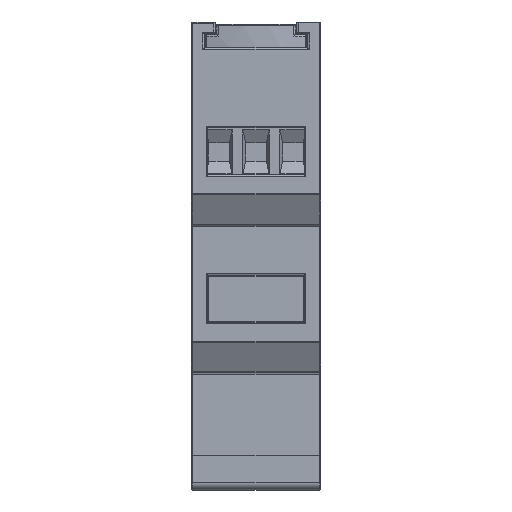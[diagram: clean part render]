
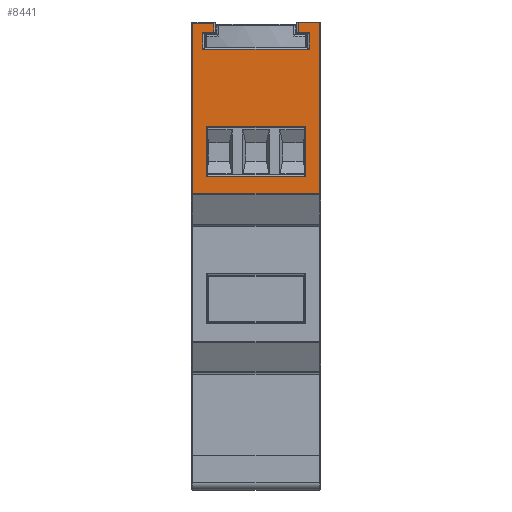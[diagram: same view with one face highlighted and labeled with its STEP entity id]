
A CAD part, left-side view. The second image highlights one B-rep face of the part: STEP entity #8441.
In plain terms, the highlighted planar face has unit normal (-1, 0, 0).
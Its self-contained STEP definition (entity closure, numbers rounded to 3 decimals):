
#7449 = CARTESIAN_POINT ( 'NONE',  ( -45., 8.55, 3.3 ) ) ;
#7450 = CARTESIAN_POINT ( 'NONE',  ( -45., 8.55, -19.781 ) ) ;
#7457 = CARTESIAN_POINT ( 'NONE',  ( -45., 5.7, 3.3 ) ) ;
#7460 = CARTESIAN_POINT ( 'NONE',  ( -45., -8.55, -19.781 ) ) ;
#7518 = VERTEX_POINT ( 'NONE', #8139 ) ;
#7519 = VERTEX_POINT ( 'NONE', #8150 ) ;
#7544 = VERTEX_POINT ( 'NONE', #8149 ) ;
#7550 = VERTEX_POINT ( 'NONE', #8158 ) ;
#7560 = VERTEX_POINT ( 'NONE', #8157 ) ;
#7573 = VERTEX_POINT ( 'NONE', #8048 ) ;
#7591 = VERTEX_POINT ( 'NONE', #16052 ) ;
#7712 = CARTESIAN_POINT ( 'NONE',  ( -45., -6.75, -10.6 ) ) ;
#7715 = CARTESIAN_POINT ( 'NONE',  ( -45., 6.75, -10.6 ) ) ;
#7718 = CARTESIAN_POINT ( 'NONE',  ( -45., 6.75, -17.4 ) ) ;
#7722 = CARTESIAN_POINT ( 'NONE',  ( -45., -6.75, -17.4 ) ) ;
#7724 = CARTESIAN_POINT ( 'NONE',  ( -45., -5.7, 3.5 ) ) ;
#8048 = CARTESIAN_POINT ( 'NONE',  ( -45., 5.7, 2.1 ) ) ;
#8139 = CARTESIAN_POINT ( 'NONE',  ( -45., -8.55, 3.5 ) ) ;
#8149 = CARTESIAN_POINT ( 'NONE',  ( -45., -5.7, 2.1 ) ) ;
#8150 = CARTESIAN_POINT ( 'NONE',  ( -45., 7.2, 2.1 ) ) ;
#8157 = CARTESIAN_POINT ( 'NONE',  ( -45., 7.2, -0.2 ) ) ;
#8158 = CARTESIAN_POINT ( 'NONE',  ( -45., -7.2, -0.2 ) ) ;
#8321 = EDGE_CURVE ( 'NONE', #15434, #15430, #15701, .T. ) ;
#8322 = EDGE_CURVE ( 'NONE', #15430, #15425, #15695, .T. ) ;
#8323 = EDGE_CURVE ( 'NONE', #15425, #15424, #15705, .T. ) ;
#8324 = EDGE_CURVE ( 'NONE', #15424, #15434, #15707, .T. ) ;
#8325 = EDGE_CURVE ( 'NONE', #15437, #7518, #15709, .T. ) ;
#8326 = EDGE_CURVE ( 'NONE', #15437, #7544, #15703, .T. ) ;
#8327 = EDGE_CURVE ( 'NONE', #7544, #7591, #15711, .T. ) ;
#8328 = EDGE_CURVE ( 'NONE', #7591, #7550, #15715, .T. ) ;
#8329 = EDGE_CURVE ( 'NONE', #7550, #7560, #15717, .T. ) ;
#8330 = EDGE_CURVE ( 'NONE', #7560, #7519, #15719, .T. ) ;
#8331 = EDGE_CURVE ( 'NONE', #7519, #7573, #15721, .T. ) ;
#8332 = EDGE_CURVE ( 'NONE', #7573, #14230, #15723, .T. ) ;
#8333 = EDGE_CURVE ( 'NONE', #14230, #14229, #15725, .T. ) ;
#8334 = EDGE_CURVE ( 'NONE', #14229, #14231, #15727, .T. ) ;
#8335 = EDGE_CURVE ( 'NONE', #14231, #14235, #15729, .T. ) ;
#8336 = EDGE_CURVE ( 'NONE', #14235, #7518, #15731, .T. ) ;
#8441 = ADVANCED_FACE ( 'NONE', ( #15967, #15971 ), #16948, .F. ) ;
#9487 = ORIENTED_EDGE ( 'NONE', *, *, #8321, .T. ) ;
#9488 = ORIENTED_EDGE ( 'NONE', *, *, #8322, .T. ) ;
#9489 = ORIENTED_EDGE ( 'NONE', *, *, #8323, .T. ) ;
#9490 = ORIENTED_EDGE ( 'NONE', *, *, #8324, .T. ) ;
#9491 = ORIENTED_EDGE ( 'NONE', *, *, #8325, .F. ) ;
#9492 = ORIENTED_EDGE ( 'NONE', *, *, #8326, .T. ) ;
#9493 = ORIENTED_EDGE ( 'NONE', *, *, #8327, .T. ) ;
#9494 = ORIENTED_EDGE ( 'NONE', *, *, #8328, .T. ) ;
#9495 = ORIENTED_EDGE ( 'NONE', *, *, #8329, .T. ) ;
#9496 = ORIENTED_EDGE ( 'NONE', *, *, #8330, .T. ) ;
#9497 = ORIENTED_EDGE ( 'NONE', *, *, #8331, .T. ) ;
#9498 = ORIENTED_EDGE ( 'NONE', *, *, #8332, .T. ) ;
#9499 = ORIENTED_EDGE ( 'NONE', *, *, #8333, .T. ) ;
#9500 = ORIENTED_EDGE ( 'NONE', *, *, #8334, .T. ) ;
#9501 = ORIENTED_EDGE ( 'NONE', *, *, #8335, .T. ) ;
#9502 = ORIENTED_EDGE ( 'NONE', *, *, #8336, .T. ) ;
#10225 = EDGE_LOOP ( 'NONE', ( #9487, #9488, #9489, #9490 ) ) ;
#10239 = EDGE_LOOP ( 'NONE', ( #9491, #9492, #9493, #9494, #9495, #9496, #9497, #9498, #9499, #9500, #9501, #9502 ) ) ;
#14229 = VERTEX_POINT ( 'NONE', #7449 ) ;
#14230 = VERTEX_POINT ( 'NONE', #7457 ) ;
#14231 = VERTEX_POINT ( 'NONE', #7450 ) ;
#14235 = VERTEX_POINT ( 'NONE', #7460 ) ;
#15424 = VERTEX_POINT ( 'NONE', #7712 ) ;
#15425 = VERTEX_POINT ( 'NONE', #7715 ) ;
#15430 = VERTEX_POINT ( 'NONE', #7718 ) ;
#15434 = VERTEX_POINT ( 'NONE', #7722 ) ;
#15437 = VERTEX_POINT ( 'NONE', #7724 ) ;
#15695 = LINE ( 'NONE', #16444, #15706 ) ;
#15701 = LINE ( 'NONE', #16458, #15704 ) ;
#15703 = LINE ( 'NONE', #16451, #15714 ) ;
#15704 = VECTOR ( 'NONE', #16460, 1000. ) ;
#15705 = LINE ( 'NONE', #16462, #15708 ) ;
#15706 = VECTOR ( 'NONE', #16461, 1000. ) ;
#15707 = LINE ( 'NONE', #16464, #15710 ) ;
#15708 = VECTOR ( 'NONE', #16463, 1000. ) ;
#15709 = LINE ( 'NONE', #16466, #15712 ) ;
#15710 = VECTOR ( 'NONE', #16465, 1000. ) ;
#15711 = LINE ( 'NONE', #16459, #15716 ) ;
#15712 = VECTOR ( 'NONE', #16467, 1000. ) ;
#15714 = VECTOR ( 'NONE', #16468, 1000. ) ;
#15715 = LINE ( 'NONE', #16471, #15718 ) ;
#15716 = VECTOR ( 'NONE', #16470, 1000. ) ;
#15717 = LINE ( 'NONE', #16473, #15720 ) ;
#15718 = VECTOR ( 'NONE', #16472, 1000. ) ;
#15719 = LINE ( 'NONE', #16475, #15722 ) ;
#15720 = VECTOR ( 'NONE', #16474, 1000. ) ;
#15721 = LINE ( 'NONE', #16477, #15724 ) ;
#15722 = VECTOR ( 'NONE', #16476, 1000. ) ;
#15723 = LINE ( 'NONE', #16479, #15726 ) ;
#15724 = VECTOR ( 'NONE', #16478, 1000. ) ;
#15725 = LINE ( 'NONE', #16481, #15728 ) ;
#15726 = VECTOR ( 'NONE', #16480, 1000. ) ;
#15727 = LINE ( 'NONE', #16483, #15730 ) ;
#15728 = VECTOR ( 'NONE', #16482, 1000. ) ;
#15729 = LINE ( 'NONE', #16485, #15732 ) ;
#15730 = VECTOR ( 'NONE', #16484, 1000. ) ;
#15731 = LINE ( 'NONE', #16487, #15734 ) ;
#15732 = VECTOR ( 'NONE', #16486, 1000. ) ;
#15734 = VECTOR ( 'NONE', #16488, 1000. ) ;
#15967 = FACE_BOUND ( 'NONE', #10225, .T. ) ;
#15971 = FACE_OUTER_BOUND ( 'NONE', #10239, .T. ) ;
#16052 = CARTESIAN_POINT ( 'NONE',  ( -45., -7.2, 2.1 ) ) ;
#16444 = CARTESIAN_POINT ( 'NONE',  ( -45., 6.75, -10.8 ) ) ;
#16451 = CARTESIAN_POINT ( 'NONE',  ( -45., -5.7, 0. ) ) ;
#16458 = CARTESIAN_POINT ( 'NONE',  ( -45., 6.55, -17.4 ) ) ;
#16459 = CARTESIAN_POINT ( 'NONE',  ( -45., 8.75, 2.1 ) ) ;
#16460 = DIRECTION ( 'NONE',  ( 0., 1., 0. ) ) ;
#16461 = DIRECTION ( 'NONE',  ( 0., 0., 1. ) ) ;
#16462 = CARTESIAN_POINT ( 'NONE',  ( -45., -6.55, -10.6 ) ) ;
#16463 = DIRECTION ( 'NONE',  ( 0., -1., 0. ) ) ;
#16464 = CARTESIAN_POINT ( 'NONE',  ( -45., -6.75, -17.2 ) ) ;
#16465 = DIRECTION ( 'NONE',  ( 0., 0., -1. ) ) ;
#16466 = CARTESIAN_POINT ( 'NONE',  ( -45., 8.75, 3.5 ) ) ;
#16467 = DIRECTION ( 'NONE',  ( 0., -1., 0. ) ) ;
#16468 = DIRECTION ( 'NONE',  ( 0., 0., -1. ) ) ;
#16470 = DIRECTION ( 'NONE',  ( 0., -1., 0. ) ) ;
#16471 = CARTESIAN_POINT ( 'NONE',  ( -45., -7.2, 0. ) ) ;
#16472 = DIRECTION ( 'NONE',  ( 0., 0., -1. ) ) ;
#16473 = CARTESIAN_POINT ( 'NONE',  ( -45., 8.75, -0.2 ) ) ;
#16474 = DIRECTION ( 'NONE',  ( 0., 1., 0. ) ) ;
#16475 = CARTESIAN_POINT ( 'NONE',  ( -45., 7.2, 0. ) ) ;
#16476 = DIRECTION ( 'NONE',  ( 0., 0., 1. ) ) ;
#16477 = CARTESIAN_POINT ( 'NONE',  ( -45., 8.75, 2.1 ) ) ;
#16478 = DIRECTION ( 'NONE',  ( 0., -1., 0. ) ) ;
#16479 = CARTESIAN_POINT ( 'NONE',  ( -45., 5.7, 0. ) ) ;
#16480 = DIRECTION ( 'NONE',  ( 0., 0., 1. ) ) ;
#16481 = CARTESIAN_POINT ( 'NONE',  ( -45., 8.75, 3.3 ) ) ;
#16482 = DIRECTION ( 'NONE',  ( 0., 1., 0. ) ) ;
#16483 = CARTESIAN_POINT ( 'NONE',  ( -45., 8.55, -19.833 ) ) ;
#16484 = DIRECTION ( 'NONE',  ( 0., 0., -1. ) ) ;
#16485 = CARTESIAN_POINT ( 'NONE',  ( -45., 8.75, -19.781 ) ) ;
#16486 = DIRECTION ( 'NONE',  ( 0., -1., 0. ) ) ;
#16487 = CARTESIAN_POINT ( 'NONE',  ( -45., -8.55, 0. ) ) ;
#16488 = DIRECTION ( 'NONE',  ( 0., 0., 1. ) ) ;
#16948 = PLANE ( 'NONE',  #17102 ) ;
#16955 = CARTESIAN_POINT ( 'NONE',  ( -45., 8.75, 0. ) ) ;
#16956 = DIRECTION ( 'NONE',  ( 1., 0., 0. ) ) ;
#16957 = DIRECTION ( 'NONE',  ( 0., 0., -1. ) ) ;
#17102 = AXIS2_PLACEMENT_3D ( 'NONE', #16955, #16956, #16957 ) ;
